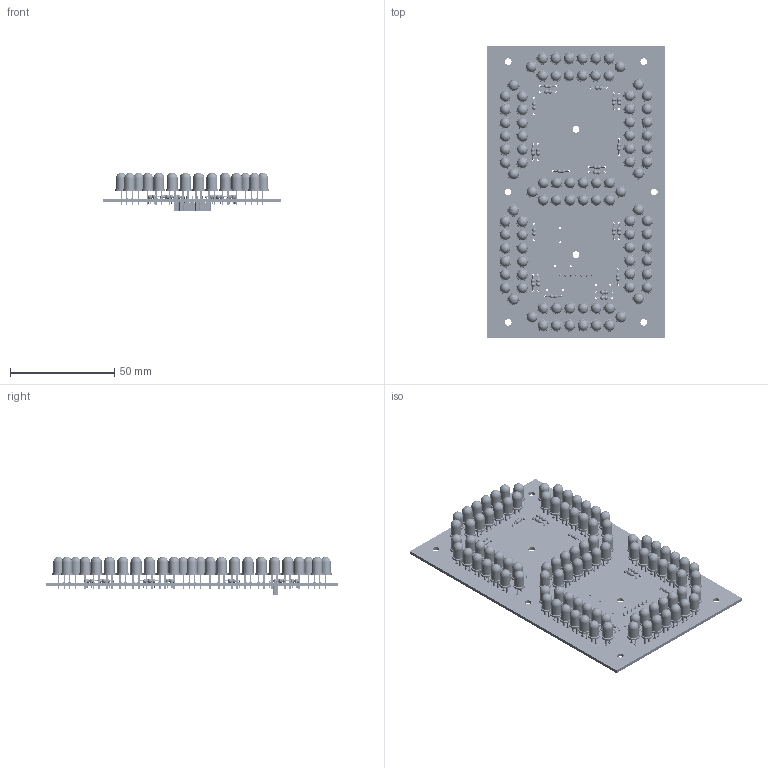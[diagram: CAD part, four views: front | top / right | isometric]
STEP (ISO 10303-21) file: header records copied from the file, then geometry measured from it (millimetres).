
FILE_DESCRIPTION(('PCB Model'),'2;1');
FILE_NAME('Display7seg20x10.STEP','2019-02-12T15:57:35', ('quiqu'),('Unspecified'),'Open CASCADE STEP processor 6.8','Proteus', 'Unknown');
FILE_SCHEMA(('CONFIG_CONTROL_DESIGN','SHAPE_APPEARANCE_LAYER_MIM'));
Length unit declared in the file: millimetre
Products named in the file (248): Open CASCADE STEP translator 6.8 1; Layer_1; D9; Open CASCADE STEP translator 6.8 1.2.1; Body_1; D10; Open CASCADE STEP translator 6.8 1.3.1; D11; Open CASCADE STEP translator 6.8 1.4.1; D12; Open CASCADE STEP translator 6.8 1.5.1; D1; Open CASCADE STEP translator 6.8 1.6.1; D2; Open CASCADE STEP translator 6.8 1.7.1; D3; Open CASCADE STEP translator 6.8 1.8.1; D4; Open CASCADE STEP translator 6.8 1.9.1; D5; Open CASCADE STEP translator 6.8 1.10.1; D7; Open CASCADE STEP translator 6.8 1.11.1; D6; Open CASCADE STEP translator 6.8 1.12.1; D13; Open CASCADE STEP translator 6.8 1.13.1; D14; Open CASCADE STEP translator 6.8 1.14.1; D8; Open CASCADE STEP translator 6.8 1.15.1; R1; Open CASCADE STEP translator 6.8 1.16.1; =>[0:1:1:3]; =>[0:1:1:4]; =>[0:1:1:5]; R2; Open CASCADE STEP translator 6.8 1.17.1; D20; Open CASCADE STEP translator 6.8 1.18.1 ...
Assembly tree (364 placements, depth 5):
  Open CASCADE STEP translator 6.8 1
    Layer_1
    D9
      Open CASCADE STEP translator 6.8 1.2.1
        Body_1
    D10
      Open CASCADE STEP translator 6.8 1.3.1
        Body_1
    D11
      Open CASCADE STEP translator 6.8 1.4.1
        Body_1
    D12
      Open CASCADE STEP translator 6.8 1.5.1
        Body_1
    D1
      Open CASCADE STEP translator 6.8 1.6.1
        Body_1
    D2
      Open CASCADE STEP translator 6.8 1.7.1
        Body_1
    D3
      Open CASCADE STEP translator 6.8 1.8.1
        Body_1
    D4
      Open CASCADE STEP translator 6.8 1.9.1
        Body_1
    D5
      Open CASCADE STEP translator 6.8 1.10.1
        Body_1
    D7
      Open CASCADE STEP translator 6.8 1.11.1
        Body_1
    D6
      Open CASCADE STEP translator 6.8 1.12.1
        Body_1
    D13
      Open CASCADE STEP translator 6.8 1.13.1
        Body_1
    D14
      Open CASCADE STEP translator 6.8 1.14.1
        Body_1
    D8
      Open CASCADE STEP translator 6.8 1.15.1
        Body_1
    R1
      Open CASCADE STEP translator 6.8 1.16.1
        Body_1
          =>[0:1:1:3]
          =>[0:1:1:4]
          =>[0:1:1:5]
    R2
      Open CASCADE STEP translator 6.8 1.17.1
        Body_1
          =>[0:1:1:3]
          =>[0:1:1:4]
          =>[0:1:1:5]
    D20
      Open CASCADE STEP translator 6.8 1.18.1
        Body_1
    D21
Bounding box: 85 x 140 x 18.35 mm (x, y, z)
Volume: 20878.6 mm3; surface area: 65252 mm2
Topology: 163 solids, 261 shells, 15391 faces, 39238 edges, 24761 vertices
Faces by surface type: plane 6896, cylinder 5786, torus 1442, cone 616, sphere 399, revolution 252
Entity records: 50617 total; most frequent: DIRECTION 6722, CARTESIAN_POINT 6402, ORIENTED_EDGE 5486, AXIS2_PLACEMENT_3D 2895, EDGE_CURVE 2743, VERTEX_POINT 1765, FACE_BOUND 1588, EDGE_LOOP 1588
